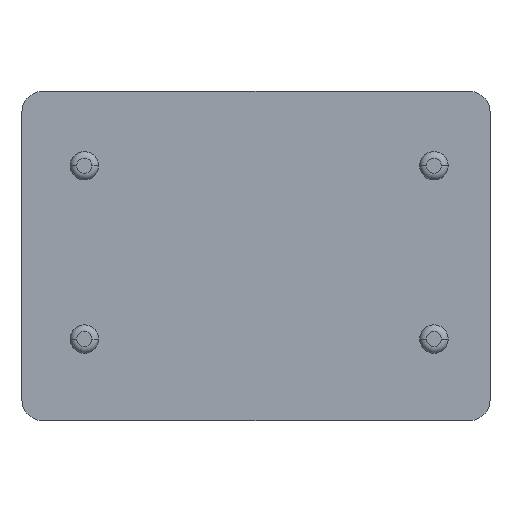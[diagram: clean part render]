
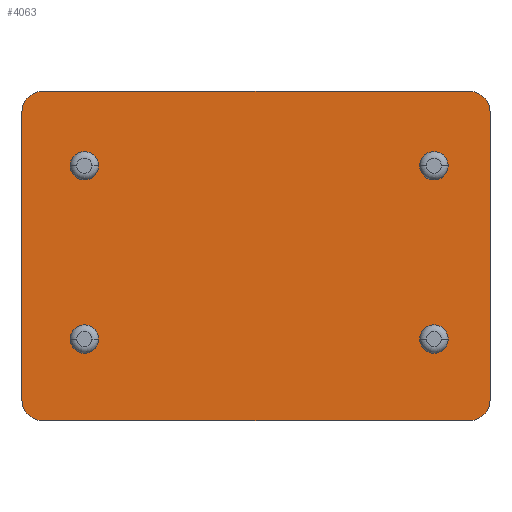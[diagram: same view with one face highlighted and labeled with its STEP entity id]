
A CAD part, top view. The second image highlights one B-rep face of the part: STEP entity #4063.
In plain terms, the highlighted planar face has unit normal (0, 0, 1).
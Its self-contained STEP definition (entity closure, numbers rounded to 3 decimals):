
#8 = EDGE_CURVE ( 'NONE', #4003, #4124, #232, .T. ) ;
#52 = CARTESIAN_POINT ( 'NONE',  ( 0., 225., 20. ) ) ;
#87 = ORIENTED_EDGE ( 'NONE', *, *, #2604, .F. ) ;
#101 = VERTEX_POINT ( 'NONE', #1380 ) ;
#110 = EDGE_CURVE ( 'NONE', #3003, #120, #644, .T. ) ;
#118 = AXIS2_PLACEMENT_3D ( 'NONE', #1235, #3122, #254 ) ;
#120 = VERTEX_POINT ( 'NONE', #3643 ) ;
#126 = AXIS2_PLACEMENT_3D ( 'NONE', #2423, #3699, #831 ) ;
#159 = ORIENTED_EDGE ( 'NONE', *, *, #384, .F. ) ;
#161 = ORIENTED_EDGE ( 'NONE', *, *, #110, .T. ) ;
#172 = DIRECTION ( 'NONE',  ( -1., 0., 0. ) ) ;
#179 = LINE ( 'NONE', #3995, #746 ) ;
#183 = ORIENTED_EDGE ( 'NONE', *, *, #1083, .F. ) ;
#196 = AXIS2_PLACEMENT_3D ( 'NONE', #488, #3975, #2291 ) ;
#197 = CARTESIAN_POINT ( 'NONE',  ( -15., 0., 20. ) ) ;
#201 = DIRECTION ( 'NONE',  ( 0., 0., -1. ) ) ;
#232 = LINE ( 'NONE', #1508, #307 ) ;
#254 = DIRECTION ( 'NONE',  ( -1., 0., 0. ) ) ;
#279 = CIRCLE ( 'NONE', #2598, 10.345 ) ;
#281 = DIRECTION ( 'NONE',  ( -1., 0., 0. ) ) ;
#307 = VECTOR ( 'NONE', #2774, 1000. ) ;
#349 = DIRECTION ( 'NONE',  ( 1., 0., 0. ) ) ;
#374 = CARTESIAN_POINT ( 'NONE',  ( -40.862, 59.491, 20. ) ) ;
#384 = EDGE_CURVE ( 'NONE', #1861, #101, #1029, .T. ) ;
#412 = CARTESIAN_POINT ( 'NONE',  ( -326., 0., 20. ) ) ;
#437 = CARTESIAN_POINT ( 'NONE',  ( -15., 15., 20. ) ) ;
#476 = VERTEX_POINT ( 'NONE', #1623 ) ;
#488 = CARTESIAN_POINT ( 'NONE',  ( -295.578, 59.491, 20. ) ) ;
#516 = ORIENTED_EDGE ( 'NONE', *, *, #2925, .T. ) ;
#592 = CIRCLE ( 'NONE', #196, 10.345 ) ;
#622 = VERTEX_POINT ( 'NONE', #3961 ) ;
#644 = CIRCLE ( 'NONE', #4034, 15. ) ;
#646 = AXIS2_PLACEMENT_3D ( 'NONE', #374, #1041, #2024 ) ;
#697 = VERTEX_POINT ( 'NONE', #3649 ) ;
#746 = VECTOR ( 'NONE', #1132, 1000. ) ;
#760 = EDGE_CURVE ( 'NONE', #120, #2364, #179, .T. ) ;
#824 = FACE_OUTER_BOUND ( 'NONE', #1431, .T. ) ;
#831 = DIRECTION ( 'NONE',  ( -1., 0., 0. ) ) ;
#910 = EDGE_LOOP ( 'NONE', ( #183, #87 ) ) ;
#917 = DIRECTION ( 'NONE',  ( 1., 0., 0. ) ) ;
#1029 = CIRCLE ( 'NONE', #4030, 10.345 ) ;
#1041 = DIRECTION ( 'NONE',  ( 0., 0., 1. ) ) ;
#1083 = EDGE_CURVE ( 'NONE', #697, #476, #2230, .T. ) ;
#1086 = AXIS2_PLACEMENT_3D ( 'NONE', #3459, #1876, #281 ) ;
#1092 = VERTEX_POINT ( 'NONE', #1557 ) ;
#1132 = DIRECTION ( 'NONE',  ( 0., 1., 0. ) ) ;
#1150 = DIRECTION ( 'NONE',  ( -1., 0., 0. ) ) ;
#1188 = CARTESIAN_POINT ( 'NONE',  ( -15., 0., 20. ) ) ;
#1209 = AXIS2_PLACEMENT_3D ( 'NONE', #2307, #3528, #349 ) ;
#1219 = ORIENTED_EDGE ( 'NONE', *, *, #1312, .T. ) ;
#1222 = CIRCLE ( 'NONE', #646, 10.345 ) ;
#1235 = CARTESIAN_POINT ( 'NONE',  ( -40.862, 185.763, 20. ) ) ;
#1299 = CIRCLE ( 'NONE', #3238, 15. ) ;
#1312 = EDGE_CURVE ( 'NONE', #2954, #3954, #1299, .T. ) ;
#1333 = ORIENTED_EDGE ( 'NONE', *, *, #3020, .F. ) ;
#1380 = CARTESIAN_POINT ( 'NONE',  ( -285.232, 59.491, 20. ) ) ;
#1431 = EDGE_LOOP ( 'NONE', ( #1219, #516, #161, #2526, #2496, #3363, #3276, #3181 ) ) ;
#1441 = ORIENTED_EDGE ( 'NONE', *, *, #1445, .F. ) ;
#1445 = EDGE_CURVE ( 'NONE', #3877, #3795, #1222, .T. ) ;
#1474 = CARTESIAN_POINT ( 'NONE',  ( -341., 15., 20. ) ) ;
#1504 = CARTESIAN_POINT ( 'NONE',  ( -51.207, 59.491, 20. ) ) ;
#1508 = CARTESIAN_POINT ( 'NONE',  ( -15., 240., 20. ) ) ;
#1540 = ORIENTED_EDGE ( 'NONE', *, *, #3277, .F. ) ;
#1557 = CARTESIAN_POINT ( 'NONE',  ( -341., 225., 20. ) ) ;
#1623 = CARTESIAN_POINT ( 'NONE',  ( -285.232, 185.763, 20. ) ) ;
#1680 = CARTESIAN_POINT ( 'NONE',  ( -341., 15., 20. ) ) ;
#1728 = CARTESIAN_POINT ( 'NONE',  ( -326., 240., 20. ) ) ;
#1739 = AXIS2_PLACEMENT_3D ( 'NONE', #3377, #201, #1150 ) ;
#1743 = ORIENTED_EDGE ( 'NONE', *, *, #3828, .F. ) ;
#1750 = FACE_BOUND ( 'NONE', #3508, .T. ) ;
#1814 = EDGE_CURVE ( 'NONE', #4124, #1092, #1826, .T. ) ;
#1826 = CIRCLE ( 'NONE', #1209, 15. ) ;
#1861 = VERTEX_POINT ( 'NONE', #4129 ) ;
#1872 = DIRECTION ( 'NONE',  ( 0., 0., 1. ) ) ;
#1876 = DIRECTION ( 'NONE',  ( 0., 0., 1. ) ) ;
#1935 = CIRCLE ( 'NONE', #118, 10.345 ) ;
#2024 = DIRECTION ( 'NONE',  ( -1., 0., 0. ) ) ;
#2026 = ORIENTED_EDGE ( 'NONE', *, *, #2443, .F. ) ;
#2045 = FACE_BOUND ( 'NONE', #3137, .T. ) ;
#2057 = LINE ( 'NONE', #1680, #2086 ) ;
#2086 = VECTOR ( 'NONE', #2948, 1000. ) ;
#2107 = FACE_BOUND ( 'NONE', #3446, .T. ) ;
#2123 = DIRECTION ( 'NONE',  ( 1., 0., 0. ) ) ;
#2175 = CARTESIAN_POINT ( 'NONE',  ( -326., 15., 20. ) ) ;
#2208 = DIRECTION ( 'NONE',  ( 0., 0., 1. ) ) ;
#2230 = CIRCLE ( 'NONE', #1086, 10.345 ) ;
#2291 = DIRECTION ( 'NONE',  ( -1., 0., 0. ) ) ;
#2307 = CARTESIAN_POINT ( 'NONE',  ( -326., 225., 20. ) ) ;
#2328 = AXIS2_PLACEMENT_3D ( 'NONE', #2506, #3159, #917 ) ;
#2364 = VERTEX_POINT ( 'NONE', #52 ) ;
#2423 = CARTESIAN_POINT ( 'NONE',  ( -40.862, 59.491, 20. ) ) ;
#2443 = EDGE_CURVE ( 'NONE', #101, #1861, #592, .T. ) ;
#2496 = ORIENTED_EDGE ( 'NONE', *, *, #3568, .T. ) ;
#2506 = CARTESIAN_POINT ( 'NONE',  ( -15., 225., 20. ) ) ;
#2526 = ORIENTED_EDGE ( 'NONE', *, *, #760, .T. ) ;
#2569 = DIRECTION ( 'NONE',  ( -1., 0., 0. ) ) ;
#2587 = CIRCLE ( 'NONE', #2328, 15. ) ;
#2598 = AXIS2_PLACEMENT_3D ( 'NONE', #3032, #3947, #172 ) ;
#2604 = EDGE_CURVE ( 'NONE', #476, #697, #4131, .T. ) ;
#2774 = DIRECTION ( 'NONE',  ( -1., 0., 0. ) ) ;
#2807 = CARTESIAN_POINT ( 'NONE',  ( -295.578, 185.763, 20. ) ) ;
#2809 = CARTESIAN_POINT ( 'NONE',  ( -295.578, 59.491, 20. ) ) ;
#2830 = DIRECTION ( 'NONE',  ( 0., 0., 1. ) ) ;
#2925 = EDGE_CURVE ( 'NONE', #3954, #3003, #3145, .T. ) ;
#2948 = DIRECTION ( 'NONE',  ( 0., -1., 0. ) ) ;
#2954 = VERTEX_POINT ( 'NONE', #1474 ) ;
#2989 = VECTOR ( 'NONE', #2123, 1000. ) ;
#3003 = VERTEX_POINT ( 'NONE', #1188 ) ;
#3020 = EDGE_CURVE ( 'NONE', #3448, #622, #1935, .T. ) ;
#3032 = CARTESIAN_POINT ( 'NONE',  ( -40.862, 185.763, 20. ) ) ;
#3062 = PLANE ( 'NONE',  #1739 ) ;
#3122 = DIRECTION ( 'NONE',  ( 0., 0., 1. ) ) ;
#3136 = CIRCLE ( 'NONE', #126, 10.345 ) ;
#3137 = EDGE_LOOP ( 'NONE', ( #1743, #1441 ) ) ;
#3145 = LINE ( 'NONE', #197, #2989 ) ;
#3159 = DIRECTION ( 'NONE',  ( 0., 0., 1. ) ) ;
#3181 = ORIENTED_EDGE ( 'NONE', *, *, #3290, .T. ) ;
#3238 = AXIS2_PLACEMENT_3D ( 'NONE', #2175, #1872, #2569 ) ;
#3276 = ORIENTED_EDGE ( 'NONE', *, *, #1814, .T. ) ;
#3277 = EDGE_CURVE ( 'NONE', #622, #3448, #279, .T. ) ;
#3290 = EDGE_CURVE ( 'NONE', #1092, #2954, #2057, .T. ) ;
#3348 = DIRECTION ( 'NONE',  ( 0., 0., 1. ) ) ;
#3363 = ORIENTED_EDGE ( 'NONE', *, *, #8, .T. ) ;
#3377 = CARTESIAN_POINT ( 'NONE',  ( -326., 15., 20. ) ) ;
#3446 = EDGE_LOOP ( 'NONE', ( #159, #2026 ) ) ;
#3448 = VERTEX_POINT ( 'NONE', #4068 ) ;
#3459 = CARTESIAN_POINT ( 'NONE',  ( -295.578, 185.763, 20. ) ) ;
#3487 = DIRECTION ( 'NONE',  ( -1., 0., 0. ) ) ;
#3508 = EDGE_LOOP ( 'NONE', ( #1540, #1333 ) ) ;
#3528 = DIRECTION ( 'NONE',  ( 0., 0., 1. ) ) ;
#3568 = EDGE_CURVE ( 'NONE', #2364, #4003, #2587, .T. ) ;
#3597 = CARTESIAN_POINT ( 'NONE',  ( -15., 240., 20. ) ) ;
#3611 = FACE_BOUND ( 'NONE', #910, .T. ) ;
#3624 = DIRECTION ( 'NONE',  ( -1., 0., 0. ) ) ;
#3643 = CARTESIAN_POINT ( 'NONE',  ( 0., 15., 20. ) ) ;
#3649 = CARTESIAN_POINT ( 'NONE',  ( -305.923, 185.763, 20. ) ) ;
#3699 = DIRECTION ( 'NONE',  ( 0., 0., 1. ) ) ;
#3795 = VERTEX_POINT ( 'NONE', #1504 ) ;
#3828 = EDGE_CURVE ( 'NONE', #3795, #3877, #3136, .T. ) ;
#3877 = VERTEX_POINT ( 'NONE', #3964 ) ;
#3947 = DIRECTION ( 'NONE',  ( 0., 0., 1. ) ) ;
#3954 = VERTEX_POINT ( 'NONE', #412 ) ;
#3961 = CARTESIAN_POINT ( 'NONE',  ( -51.207, 185.763, 20. ) ) ;
#3964 = CARTESIAN_POINT ( 'NONE',  ( -30.516, 59.491, 20. ) ) ;
#3975 = DIRECTION ( 'NONE',  ( 0., 0., 1. ) ) ;
#3990 = AXIS2_PLACEMENT_3D ( 'NONE', #2807, #2830, #4103 ) ;
#3995 = CARTESIAN_POINT ( 'NONE',  ( 0., 15., 20. ) ) ;
#4003 = VERTEX_POINT ( 'NONE', #3597 ) ;
#4030 = AXIS2_PLACEMENT_3D ( 'NONE', #2809, #2208, #3487 ) ;
#4034 = AXIS2_PLACEMENT_3D ( 'NONE', #437, #3348, #3624 ) ;
#4063 = ADVANCED_FACE ( 'NONE', ( #2045, #2107, #1750, #3611, #824 ), #3062, .F. ) ;
#4068 = CARTESIAN_POINT ( 'NONE',  ( -30.516, 185.763, 20. ) ) ;
#4103 = DIRECTION ( 'NONE',  ( -1., 0., 0. ) ) ;
#4124 = VERTEX_POINT ( 'NONE', #1728 ) ;
#4129 = CARTESIAN_POINT ( 'NONE',  ( -305.923, 59.491, 20. ) ) ;
#4131 = CIRCLE ( 'NONE', #3990, 10.345 ) ;
